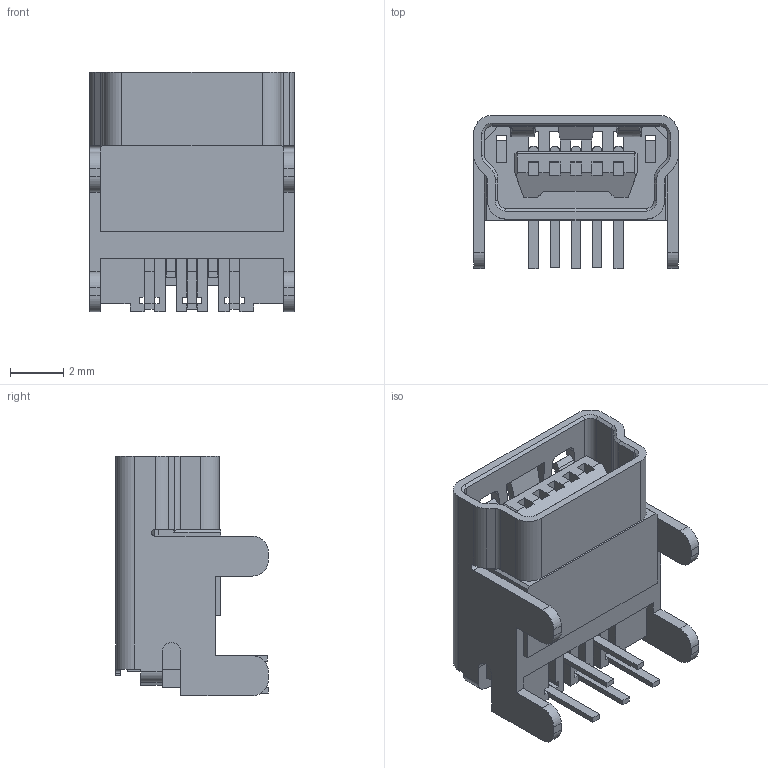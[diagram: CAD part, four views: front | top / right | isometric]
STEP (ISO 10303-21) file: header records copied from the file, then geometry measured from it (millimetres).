
FILE_DESCRIPTION (( 'STEP AP214' ), '1' );
FILE_NAME ('USB mini(XM7D-0512).STEP', '2019-10-17T20:56:15', ( '' ), ( '' ), 'SwSTEP 2.0', 'SolidWorks 2018', '' );
FILE_SCHEMA (( 'AUTOMOTIVE_DESIGN' ));
Length unit declared in the file: millimetre
Products named in the file (1): USB mini(XM7D-0512)
Bounding box: 7.7 x 5.75 x 9 mm (x, y, z)
Volume: 133.6 mm3; surface area: 629.7 mm2
Topology: 1 solids, 1 shells, 424 faces, 1230 edges, 793 vertices
Faces by surface type: plane 328, cylinder 70, bspline 18, cone 8
Entity records: 16017 total; most frequent: CARTESIAN_POINT 3270, ORIENTED_EDGE 2460, DIRECTION 2129, EDGE_CURVE 1230, VECTOR 1041, LINE 1041, VERTEX_POINT 793, AXIS2_PLACEMENT_3D 544
